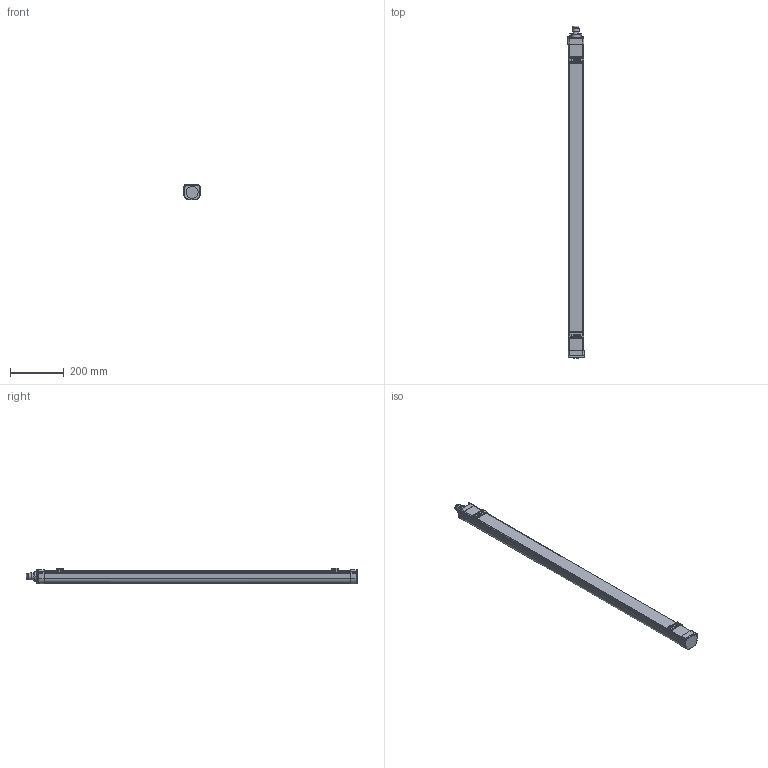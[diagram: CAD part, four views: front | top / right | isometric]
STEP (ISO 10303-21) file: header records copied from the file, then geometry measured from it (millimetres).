
FILE_DESCRIPTION (( 'STEP AP214' ), '1' );
FILE_NAME ('DP-COMP-V-1200.STEP', '2023-01-03T09:22:54', ( '' ), ( '' ), 'SwSTEP 2.0', 'SolidWorks 2020', '' );
FILE_SCHEMA (( 'AUTOMOTIVE_DESIGN' ));
Length unit declared in the file: millimetre
Products named in the file (1): DP-COMP-V-1200
Bounding box: 61 x 1240.12 x 58.65 mm (x, y, z)
Volume: 295137.6 mm3; surface area: 518879.2 mm2
Topology: 10 solids, 10 shells, 560 faces, 1531 edges, 1001 vertices
Faces by surface type: plane 226, cylinder 221, torus 64, cone 25, bspline 24
Full cylindrical faces by diameter (mm): 19.294 x1, 20.93 x1, 32.523 x1, 36.404 x1, 38.804 x1, 41.804 x1, 44.404 x1
Entity records: 24958 total; most frequent: CARTESIAN_POINT 13881, ORIENTED_EDGE 2988, EDGE_CURVE 1494, B_SPLINE_CURVE_WITH_KNOTS 1477, DIRECTION 1074, VERTEX_POINT 996, EDGE_LOOP 628, FACE_OUTER_BOUND 569
